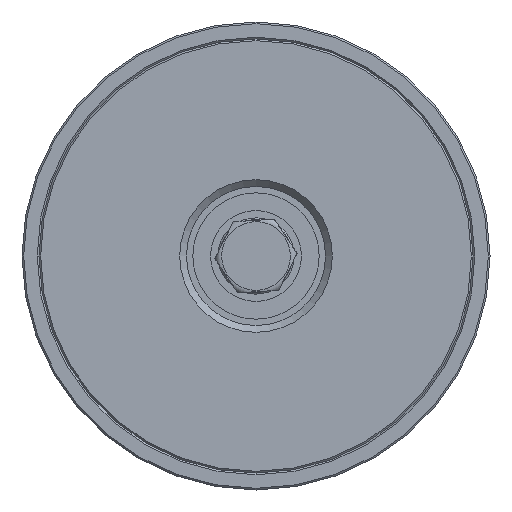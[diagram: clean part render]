
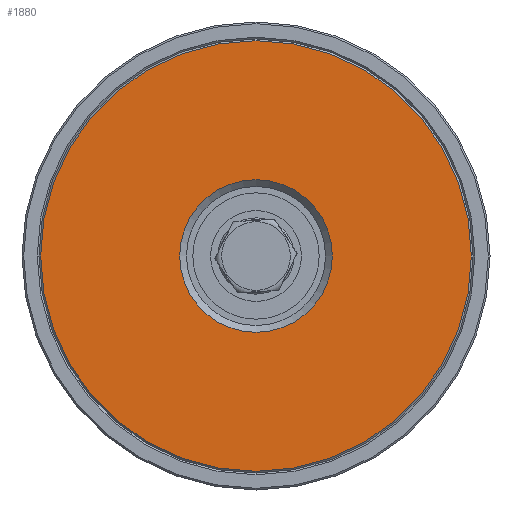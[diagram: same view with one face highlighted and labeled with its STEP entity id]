
A CAD part, left-side view. The second image highlights one B-rep face of the part: STEP entity #1880.
In plain terms, the highlighted face is planar.
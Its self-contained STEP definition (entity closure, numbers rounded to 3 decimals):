
#169=FACE_BOUND('',#349,.T.);
#203=PLANE('',#2142);
#240=FACE_OUTER_BOUND('',#348,.T.);
#348=EDGE_LOOP('',(#1305,#1306));
#349=EDGE_LOOP('',(#1307));
#609=CIRCLE('',#2139,22.5);
#612=CIRCLE('',#2143,63.5);
#613=CIRCLE('',#2144,63.5);
#794=VERTEX_POINT('',#3114);
#797=VERTEX_POINT('',#3122);
#798=VERTEX_POINT('',#3123);
#1017=EDGE_CURVE('',#794,#794,#609,.T.);
#1021=EDGE_CURVE('',#797,#798,#612,.T.);
#1022=EDGE_CURVE('',#798,#797,#613,.T.);
#1305=ORIENTED_EDGE('',*,*,#1021,.T.);
#1306=ORIENTED_EDGE('',*,*,#1022,.T.);
#1307=ORIENTED_EDGE('',*,*,#1017,.F.);
#1880=ADVANCED_FACE('',(#240,#169),#203,.T.);
#2139=AXIS2_PLACEMENT_3D('',#3115,#2447,#2448);
#2142=AXIS2_PLACEMENT_3D('',#3121,#2454,#2455);
#2143=AXIS2_PLACEMENT_3D('',#3124,#2456,#2457);
#2144=AXIS2_PLACEMENT_3D('',#3125,#2458,#2459);
#2447=DIRECTION('center_axis',(0.,0.,-1.));
#2448=DIRECTION('ref_axis',(0.,-1.,0.));
#2454=DIRECTION('center_axis',(0.,0.,-1.));
#2455=DIRECTION('ref_axis',(-1.,0.,0.));
#2456=DIRECTION('center_axis',(0.,0.,-1.));
#2457=DIRECTION('ref_axis',(0.,1.,0.));
#2458=DIRECTION('center_axis',(0.,0.,-1.));
#2459=DIRECTION('ref_axis',(0.,1.,0.));
#3114=CARTESIAN_POINT('',(0.,22.5,-12.5));
#3115=CARTESIAN_POINT('Origin',(0.,0.,-12.5));
#3121=CARTESIAN_POINT('Origin',(0.,0.,-12.5));
#3122=CARTESIAN_POINT('',(0.,63.5,-12.5));
#3123=CARTESIAN_POINT('',(0.,-63.5,-12.5));
#3124=CARTESIAN_POINT('Origin',(0.,0.,-12.5));
#3125=CARTESIAN_POINT('Origin',(0.,0.,-12.5));
